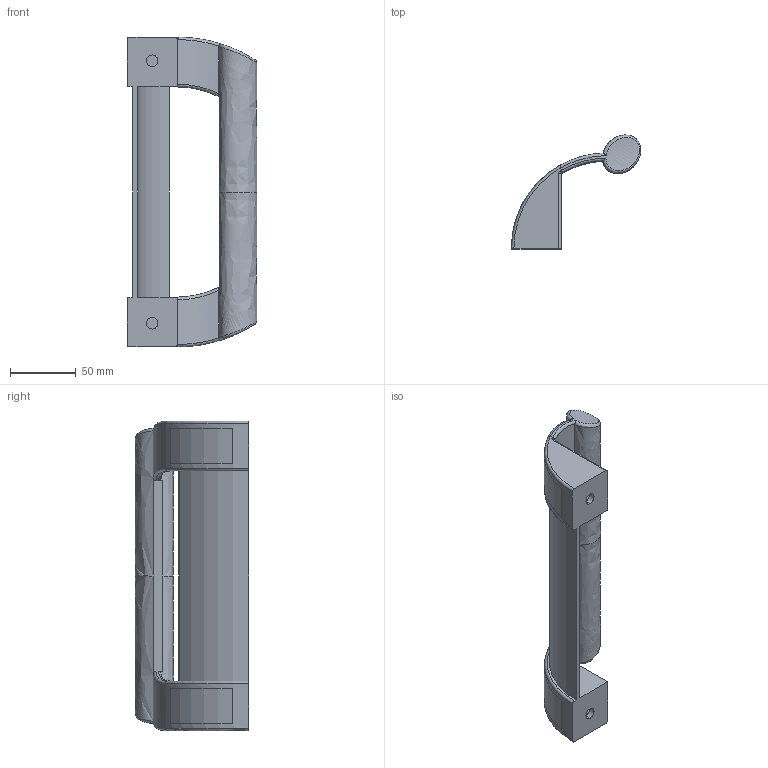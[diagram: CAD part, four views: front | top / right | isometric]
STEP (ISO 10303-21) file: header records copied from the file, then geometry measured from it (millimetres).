
FILE_DESCRIPTION((''),'2;1');
FILE_NAME('12080_ROCAJ_PA_L242_CRN_ASM','2022-09-19T07:50:46',('PredragRovcanin'),('Audax d.o.o.'),'CREO PARAMETRIC BY PTC INC, 2020281','CREO PARAMETRIC BY PTC INC, 2020281','');
FILE_SCHEMA(('AP242_MANAGED_MODEL_BASED_3D_ENGINEERING_MIM_LF { 1 0 10303 442 1 1 4 }'));
Length unit declared in the file: millimetre
Products named in the file (3): 12080_ROCAJ_PA_L242_CRN_A; 12080_ROCAJ_PA_L242_CRN_B; 12080_ROCAJ_PA_L242_CRN_ASM
Assembly tree (3 placements, depth 2):
  12080_ROCAJ_PA_L242_CRN_ASM
    12080_ROCAJ_PA_L242_CRN_A
    12080_ROCAJ_PA_L242_CRN_B  x2
Bounding box: 98.58 x 86.58 x 236 mm (x, y, z)
Volume: 287437 mm3; surface area: 84439.5 mm2
Topology: 3 solids, 3 shells, 82 faces, 220 edges, 151 vertices
Faces by surface type: plane 43, cylinder 21, bspline 11, torus 5, extrusion 2
Entity records: 4427 total; most frequent: CARTESIAN_POINT 1345, ORIENTED_EDGE 390, DIRECTION 353, COLOUR_RGB 322, PRESENTATION_STYLE_ASSIGNMENT 205, STYLED_ITEM 205, CURVE_STYLE 203, EDGE_CURVE 195
